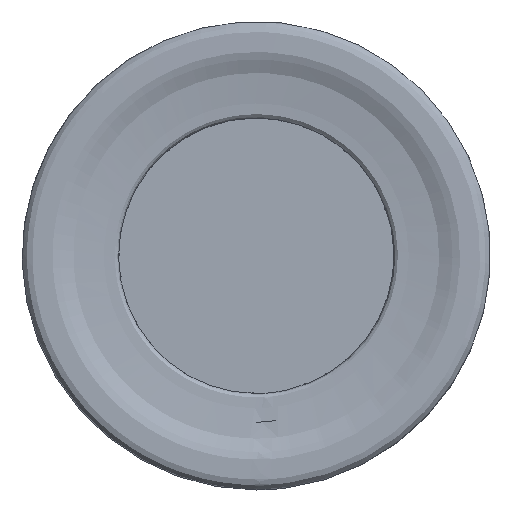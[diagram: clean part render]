
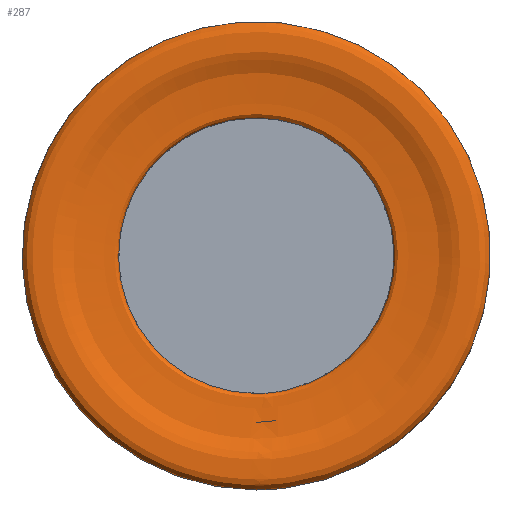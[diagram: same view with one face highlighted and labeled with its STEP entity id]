
A CAD part, left-side view. The second image highlights one B-rep face of the part: STEP entity #287.
In plain terms, the highlighted face is a revolution surface.
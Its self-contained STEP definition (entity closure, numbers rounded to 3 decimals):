
#24=SURFACE_OF_REVOLUTION('',#32,#28);
#28=AXIS1_PLACEMENT('',#830,#720);
#32=B_SPLINE_CURVE_WITH_KNOTS('',3,(#809,#810,#811,#812,#813,#814,#815,
#816,#817,#818,#819,#820,#821,#822,#823,#824,#825,#826,#827,#828,#829),
 .UNSPECIFIED.,.F.,.F.,(4,1,1,1,1,1,1,1,1,1,1,1,1,1,1,1,1,1,4),(0.,0.063,
0.094,0.125,0.188,0.25,0.313,0.375,0.438,0.5,0.563,0.625,0.688,0.75,
0.813,0.875,0.906,0.938,1.),.UNSPECIFIED.);
#287=ADVANCED_FACE('',(#345,#346),#24,.T.);
#345=FACE_BOUND('',#403,.T.);
#346=FACE_BOUND('',#404,.T.);
#403=EDGE_LOOP('',(#461));
#404=EDGE_LOOP('',(#462));
#461=ORIENTED_EDGE('',*,*,#523,.F.);
#462=ORIENTED_EDGE('',*,*,#524,.T.);
#494=VERTEX_POINT('',#806);
#495=VERTEX_POINT('',#808);
#523=EDGE_CURVE('',#494,#494,#552,.T.);
#524=EDGE_CURVE('',#495,#495,#553,.T.);
#552=CIRCLE('',#608,16.);
#553=CIRCLE('',#609,9.408);
#608=AXIS2_PLACEMENT_3D('',#805,#716,#717);
#609=AXIS2_PLACEMENT_3D('',#807,#718,#719);
#716=DIRECTION('',(1.,0.,0.));
#717=DIRECTION('',(0.,0.,-1.));
#718=DIRECTION('',(1.,0.,0.));
#719=DIRECTION('',(0.,0.,-1.));
#720=DIRECTION('',(1.,0.,0.));
#805=CARTESIAN_POINT('',(0.787,0.,0.));
#806=CARTESIAN_POINT('',(0.787,0.,-16.));
#807=CARTESIAN_POINT('',(1.121,0.,0.));
#808=CARTESIAN_POINT('',(1.121,0.,-9.408));
#809=CARTESIAN_POINT('',(1.121,-9.387,0.628));
#810=CARTESIAN_POINT('',(0.966,-9.395,0.66));
#811=CARTESIAN_POINT('',(0.752,-9.588,0.682));
#812=CARTESIAN_POINT('',(0.753,-9.899,0.646));
#813=CARTESIAN_POINT('',(0.75,-10.196,0.612));
#814=CARTESIAN_POINT('',(0.748,-10.552,0.572));
#815=CARTESIAN_POINT('',(0.736,-10.97,0.526));
#816=CARTESIAN_POINT('',(0.708,-11.395,0.482));
#817=CARTESIAN_POINT('',(0.655,-11.836,0.442));
#818=CARTESIAN_POINT('',(0.571,-12.299,0.407));
#819=CARTESIAN_POINT('',(0.447,-12.762,0.379));
#820=CARTESIAN_POINT('',(0.276,-13.205,0.363));
#821=CARTESIAN_POINT('',(0.02,-13.615,0.369));
#822=CARTESIAN_POINT('',(-0.004,-14.095,0.319));
#823=CARTESIAN_POINT('',(0.002,-14.565,0.263));
#824=CARTESIAN_POINT('',(-0.002,-15.036,0.21));
#825=CARTESIAN_POINT('',(0.017,-15.436,0.159));
#826=CARTESIAN_POINT('',(0.174,-15.703,0.096));
#827=CARTESIAN_POINT('',(0.403,-15.916,0.023));
#828=CARTESIAN_POINT('',(0.632,-15.998,-0.034));
#829=CARTESIAN_POINT('',(0.787,-16.,-0.067));
#830=CARTESIAN_POINT('',(0.93,0.,0.));
